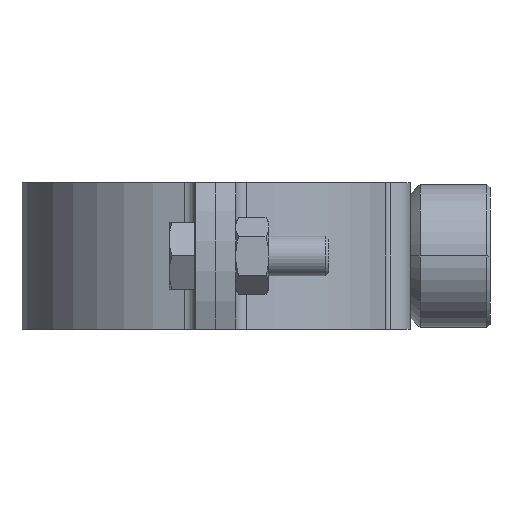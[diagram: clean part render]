
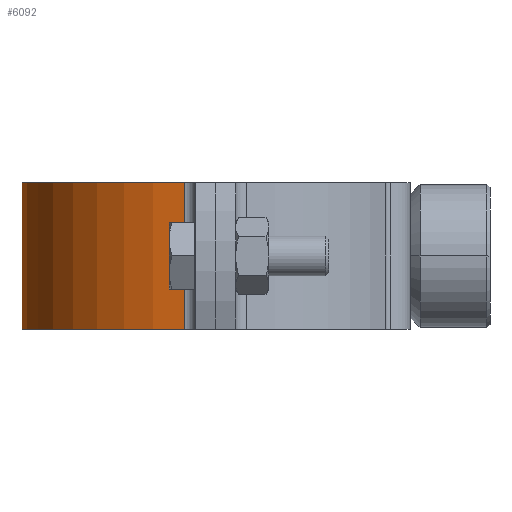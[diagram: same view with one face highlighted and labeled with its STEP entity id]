
A CAD part, left-side view. The second image highlights one B-rep face of the part: STEP entity #6092.
In plain terms, the highlighted cylindrical face has radius 29.2 mm (diameter 58.4 mm), a partial arc.
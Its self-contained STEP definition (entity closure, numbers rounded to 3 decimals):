
#20 = DIRECTION ( 'NONE',  ( 1., 0., 0. ) ) ;
#22 = DIRECTION ( 'NONE',  ( 0., 0., 1. ) ) ;
#24 = CARTESIAN_POINT ( 'NONE',  ( 0., 0., -11. ) ) ;
#299 = CIRCLE ( 'NONE', #4237, 29.2 ) ;
#408 = EDGE_CURVE ( 'NONE', #3416, #1463, #299, .T. ) ;
#476 = AXIS2_PLACEMENT_3D ( 'NONE', #24, #22, #20 ) ;
#578 = CARTESIAN_POINT ( 'NONE',  ( -28.823, -4.679, -11. ) ) ;
#1018 = CARTESIAN_POINT ( 'NONE',  ( 28.823, -4.679, 11. ) ) ;
#1287 = CARTESIAN_POINT ( 'NONE',  ( 0., 0., 11. ) ) ;
#1463 = VERTEX_POINT ( 'NONE', #1018 ) ;
#1705 = VERTEX_POINT ( 'NONE', #578 ) ;
#2014 = EDGE_CURVE ( 'NONE', #3416, #1705, #6243, .T. ) ;
#2357 = DIRECTION ( 'NONE',  ( 1., 0., 0. ) ) ;
#2361 = DIRECTION ( 'NONE',  ( 0., 0., 1. ) ) ;
#2363 = CARTESIAN_POINT ( 'NONE',  ( 0., 0., 11. ) ) ;
#3416 = VERTEX_POINT ( 'NONE', #4493 ) ;
#3534 = LINE ( 'NONE', #3544, #6366 ) ;
#3542 = DIRECTION ( 'NONE',  ( 0., 0., -1. ) ) ;
#3544 = CARTESIAN_POINT ( 'NONE',  ( 28.823, -4.679, 11. ) ) ;
#3574 = CIRCLE ( 'NONE', #476, 29.2 ) ;
#4237 = AXIS2_PLACEMENT_3D ( 'NONE', #2363, #2361, #2357 ) ;
#4493 = CARTESIAN_POINT ( 'NONE',  ( -28.823, -4.679, 11. ) ) ;
#4707 = DIRECTION ( 'NONE',  ( -1., 0., 0. ) ) ;
#4725 = DIRECTION ( 'NONE',  ( 0., 0., -1. ) ) ;
#4752 = CARTESIAN_POINT ( 'NONE',  ( 28.823, -4.679, -11. ) ) ;
#4794 = FACE_OUTER_BOUND ( 'NONE', #4841, .T. ) ;
#4797 = CYLINDRICAL_SURFACE ( 'NONE', #4832, 29.2 ) ;
#4832 = AXIS2_PLACEMENT_3D ( 'NONE', #1287, #4725, #4707 ) ;
#4841 = EDGE_LOOP ( 'NONE', ( #5655, #5653, #5644, #5643 ) ) ;
#5643 = ORIENTED_EDGE ( 'NONE', *, *, #2014, .T. ) ;
#5644 = ORIENTED_EDGE ( 'NONE', *, *, #408, .F. ) ;
#5653 = ORIENTED_EDGE ( 'NONE', *, *, #6427, .F. ) ;
#5655 = ORIENTED_EDGE ( 'NONE', *, *, #5773, .T. ) ;
#5773 = EDGE_CURVE ( 'NONE', #1705, #5999, #3574, .T. ) ;
#5999 = VERTEX_POINT ( 'NONE', #4752 ) ;
#6060 = VECTOR ( 'NONE', #6235, 1000. ) ;
#6092 = ADVANCED_FACE ( 'NONE', ( #4794 ), #4797, .T. ) ;
#6235 = DIRECTION ( 'NONE',  ( 0., 0., -1. ) ) ;
#6238 = CARTESIAN_POINT ( 'NONE',  ( -28.823, -4.679, 11. ) ) ;
#6243 = LINE ( 'NONE', #6238, #6060 ) ;
#6366 = VECTOR ( 'NONE', #3542, 1000. ) ;
#6427 = EDGE_CURVE ( 'NONE', #1463, #5999, #3534, .T. ) ;
